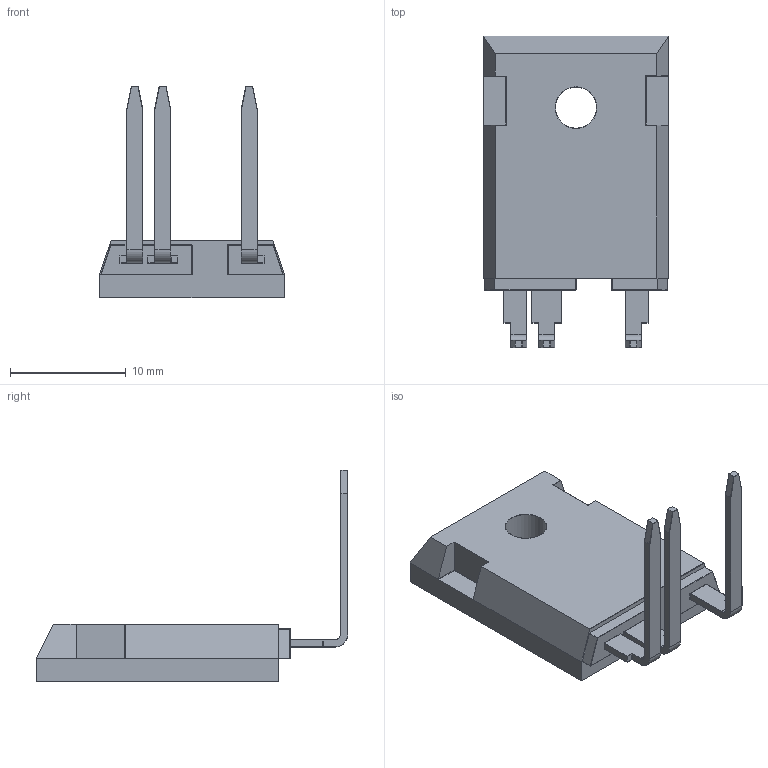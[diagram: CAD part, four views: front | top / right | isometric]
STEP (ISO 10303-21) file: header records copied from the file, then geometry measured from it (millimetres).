
FILE_DESCRIPTION((''),'2;1');
FILE_NAME('Part2.stp','2018-09-06T17:08:06',('Mikes'),(''),'Autodesk Inventor 2010','Autodesk Inventor 2010','');
FILE_SCHEMA(('AUTOMOTIVE_DESIGN { 1 0 10303 214 1 1 1 1 }'));
Length unit declared in the file: millimetre
Products named in the file (1): Part2
Bounding box: 16 x 27 x 18.31 mm (x, y, z)
Volume: 1571.2 mm3; surface area: 1318 mm2
Topology: 4 solids, 4 shells, 281 faces, 633 edges, 318 vertices
Faces by surface type: cylinder 130, plane 63, sphere 52, torus 23, bspline 12, cone 1
Full cylindrical faces by diameter (mm): 3.55 x1
Entity records: 7509 total; most frequent: DIRECTION 1410, CARTESIAN_POINT 1388, ORIENTED_EDGE 1172, EDGE_CURVE 586, AXIS2_PLACEMENT_3D 558, VERTEX_POINT 318, VECTOR 294, LINE 294
